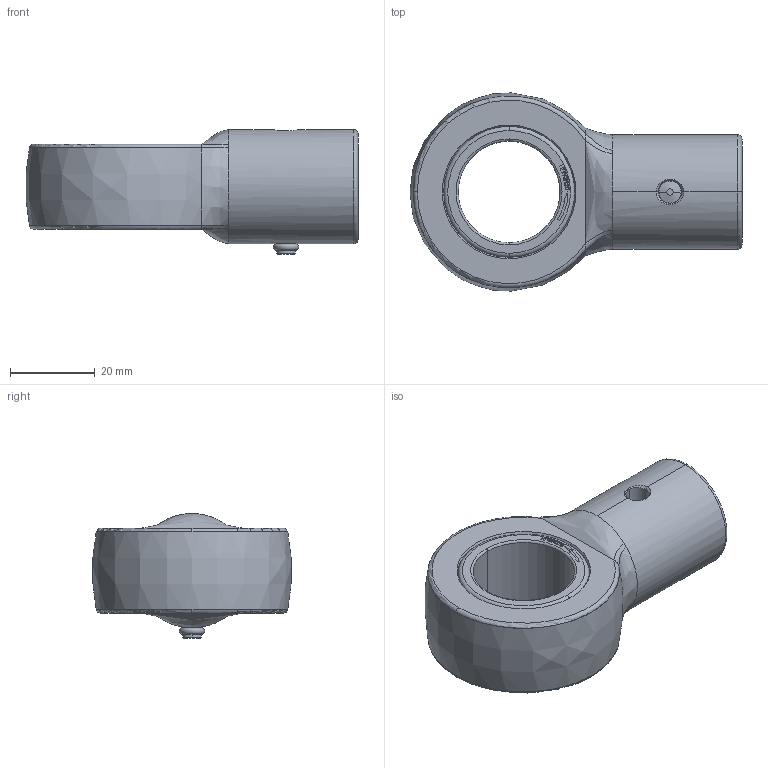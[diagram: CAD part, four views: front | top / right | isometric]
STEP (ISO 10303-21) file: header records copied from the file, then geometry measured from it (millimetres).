
FILE_DESCRIPTION(('HOOPS Exchange Step'),'2;1');
FILE_NAME('export-1142BFE3-3BB0-481E-B6FA-0698C0D2A22C.stp','2023-01-21T11:34:50+01:00',('Engineering'),('Alibre'),'HOOPS Exchange 2021.0','Alibre','Unknown authorisation');
FILE_SCHEMA( ('AP242_MANAGED_MODEL_BASED_3D_ENGINEERING_MIM_LF {1 0 10303 442 1 1 4 }') );
Length unit declared in the file: millimetre
Products named in the file (5): 6217-2 Wrench for micRun MRM16 Nut, A-FLS_24; 6217-1 Wrench for micRun MRM16 Nut, A-FLS_24; 6217-4 Wrench for micRun MRM16 Nut, A-FLS_24; 6217-3 Wrench for micRun MRM16 Nut, A-FLS_24; 6217 Wrench for micRun MRM16 Nut, A-FLS_24
Assembly tree (4 placements, depth 2):
  6217 Wrench for micRun MRM16 Nut, A-FLS_24
    6217-2 Wrench for micRun MRM16 Nut, A-FLS_24
    6217-1 Wrench for micRun MRM16 Nut, A-FLS_24
    6217-4 Wrench for micRun MRM16 Nut, A-FLS_24
    6217-3 Wrench for micRun MRM16 Nut, A-FLS_24
Bounding box: 78.4 x 46.8 x 29.5 mm (x, y, z)
Volume: 6136.7 mm3; surface area: 14702.2 mm2
Topology: 3 solids, 33 shells, 163 faces, 478 edges, 346 vertices
Faces by surface type: plane 79, cylinder 28, bspline 21, cone 18, torus 17
Entity records: 9510 total; most frequent: CARTESIAN_POINT 5337, ORIENTED_EDGE 791, DIRECTION 675, EDGE_CURVE 478, VERTEX_POINT 346, AXIS2_PLACEMENT_3D 268, B_SPLINE_CURVE_WITH_KNOTS 227, EDGE_LOOP 181
